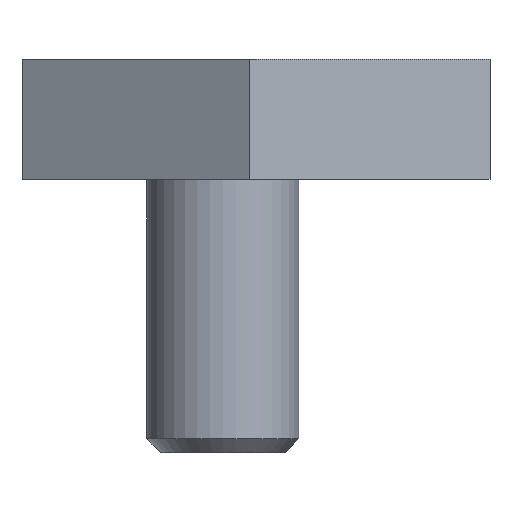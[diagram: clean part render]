
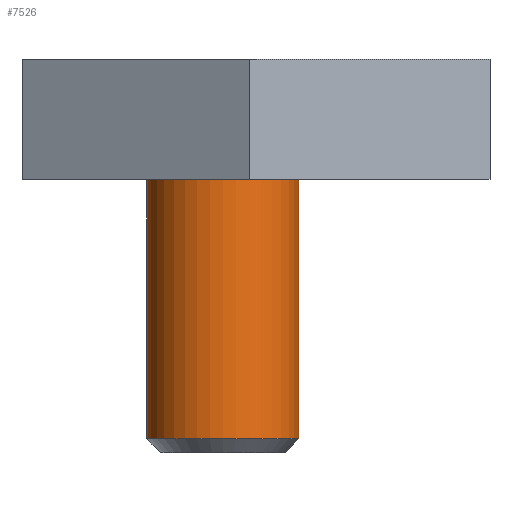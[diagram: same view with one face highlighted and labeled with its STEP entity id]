
A CAD part, left-side view. The second image highlights one B-rep face of the part: STEP entity #7526.
In plain terms, the highlighted cylindrical face has radius 6.35 mm (diameter 12.7 mm), a partial arc.
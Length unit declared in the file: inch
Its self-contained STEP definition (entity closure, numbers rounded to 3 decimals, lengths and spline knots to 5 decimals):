
#376 = VERTEX_POINT ( 'NONE', #3517 ) ;
#461 = LINE ( 'NONE', #1162, #1840 ) ;
#739 = EDGE_CURVE ( 'NONE', #3602, #5473, #461, .T. ) ;
#847 = CYLINDRICAL_SURFACE ( 'NONE', #7436, 0.25 ) ;
#958 = CARTESIAN_POINT ( 'NONE',  ( 0., 0., 0.25 ) ) ;
#990 = ORIENTED_EDGE ( 'NONE', *, *, #739, .T. ) ;
#1162 = CARTESIAN_POINT ( 'NONE',  ( 0., 0., -0.25 ) ) ;
#1266 = CARTESIAN_POINT ( 'NONE',  ( 0.265, 0., 0. ) ) ;
#1498 = DIRECTION ( 'NONE',  ( -1., 0., 0. ) ) ;
#1840 = VECTOR ( 'NONE', #7111, 39.37008 ) ;
#1850 = DIRECTION ( 'NONE',  ( 0., 0., 1. ) ) ;
#2180 = CIRCLE ( 'NONE', #5278, 0.25 ) ;
#2267 = AXIS2_PLACEMENT_3D ( 'NONE', #1266, #5367, #1850 ) ;
#2388 = FACE_OUTER_BOUND ( 'NONE', #6505, .T. ) ;
#2397 = ORIENTED_EDGE ( 'NONE', *, *, #4596, .T. ) ;
#2932 = DIRECTION ( 'NONE',  ( 0., 0., 1. ) ) ;
#2980 = EDGE_CURVE ( 'NONE', #4560, #376, #4220, .T. ) ;
#3517 = CARTESIAN_POINT ( 'NONE',  ( 0.265, 0., 0.25 ) ) ;
#3569 = CIRCLE ( 'NONE', #2267, 0.25 ) ;
#3602 = VERTEX_POINT ( 'NONE', #7121 ) ;
#3659 = EDGE_CURVE ( 'NONE', #376, #5473, #3569, .T. ) ;
#4220 = LINE ( 'NONE', #958, #7196 ) ;
#4319 = CARTESIAN_POINT ( 'NONE',  ( 1.2192, 0., 0.25 ) ) ;
#4471 = CARTESIAN_POINT ( 'NONE',  ( 0.265, 0., -0.25 ) ) ;
#4560 = VERTEX_POINT ( 'NONE', #4319 ) ;
#4596 = EDGE_CURVE ( 'NONE', #4560, #3602, #2180, .T. ) ;
#4732 = DIRECTION ( 'NONE',  ( -1., 0., 0. ) ) ;
#5012 = CARTESIAN_POINT ( 'NONE',  ( 1.2192, 0., 0. ) ) ;
#5278 = AXIS2_PLACEMENT_3D ( 'NONE', #5012, #1498, #5617 ) ;
#5367 = DIRECTION ( 'NONE',  ( -1., 0., 0. ) ) ;
#5473 = VERTEX_POINT ( 'NONE', #4471 ) ;
#5493 = ORIENTED_EDGE ( 'NONE', *, *, #3659, .F. ) ;
#5617 = DIRECTION ( 'NONE',  ( 0., 0., 1. ) ) ;
#5662 = DIRECTION ( 'NONE',  ( -1., 0., 0. ) ) ;
#6448 = CARTESIAN_POINT ( 'NONE',  ( 0., 0., 0. ) ) ;
#6505 = EDGE_LOOP ( 'NONE', ( #2397, #990, #5493, #6773 ) ) ;
#6773 = ORIENTED_EDGE ( 'NONE', *, *, #2980, .F. ) ;
#7111 = DIRECTION ( 'NONE',  ( -1., 0., 0. ) ) ;
#7121 = CARTESIAN_POINT ( 'NONE',  ( 1.2192, 0., -0.25 ) ) ;
#7196 = VECTOR ( 'NONE', #5662, 39.37008 ) ;
#7436 = AXIS2_PLACEMENT_3D ( 'NONE', #6448, #4732, #2932 ) ;
#7526 = ADVANCED_FACE ( 'NONE', ( #2388 ), #847, .T. ) ;
